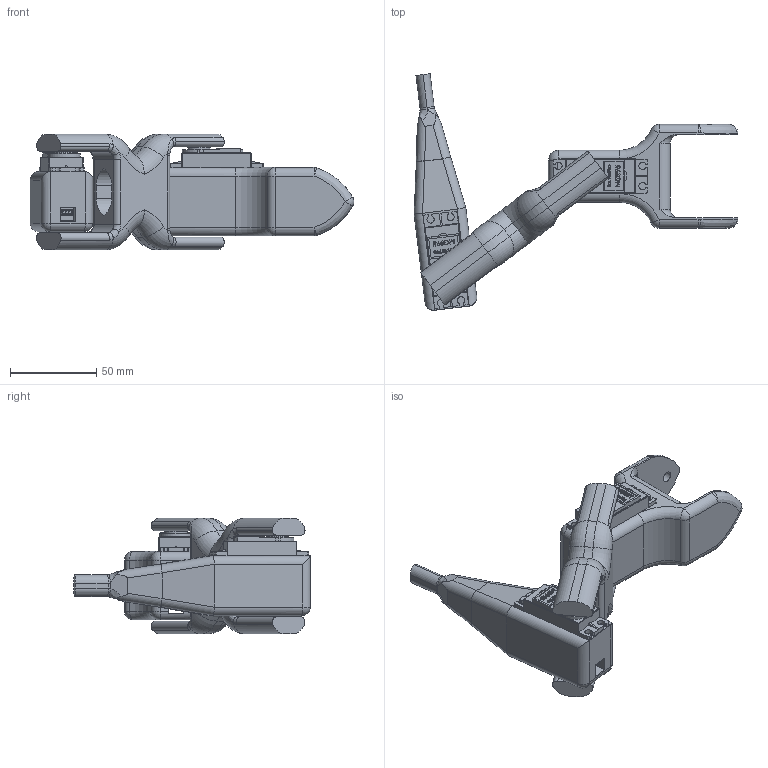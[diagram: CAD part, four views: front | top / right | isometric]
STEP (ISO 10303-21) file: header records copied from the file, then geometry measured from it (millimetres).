
FILE_DESCRIPTION (( 'STEP AP214' ), '1' );
FILE_NAME ('left leg.STEP', '2022-03-16T17:18:32', ( '' ), ( '' ), 'SwSTEP 2.0', 'SolidWorks 2020', '' );
FILE_SCHEMA (( 'AUTOMOTIVE_DESIGN' ));
Length unit declared in the file: millimetre
Products named in the file (5): MG995; hip; left leg; base vir; fibula
Assembly tree (5 placements, depth 2):
  left leg
    hip
    MG995  x2
    fibula
    base vir
Bounding box: 188.05 x 137.47 x 67.37 mm (x, y, z)
Volume: 264379.2 mm3; surface area: 78887.9 mm2
Topology: 5 solids, 5 shells, 1187 faces, 3196 edges, 2078 vertices
Faces by surface type: plane 673, cylinder 262, bspline 206, torus 34, sphere 12
Entity records: 29569 total; most frequent: CARTESIAN_POINT 12331, ORIENTED_EDGE 3830, DIRECTION 3140, EDGE_CURVE 1915, VERTEX_POINT 1227, LINE 1212, VECTOR 1212, AXIS2_PLACEMENT_3D 964
